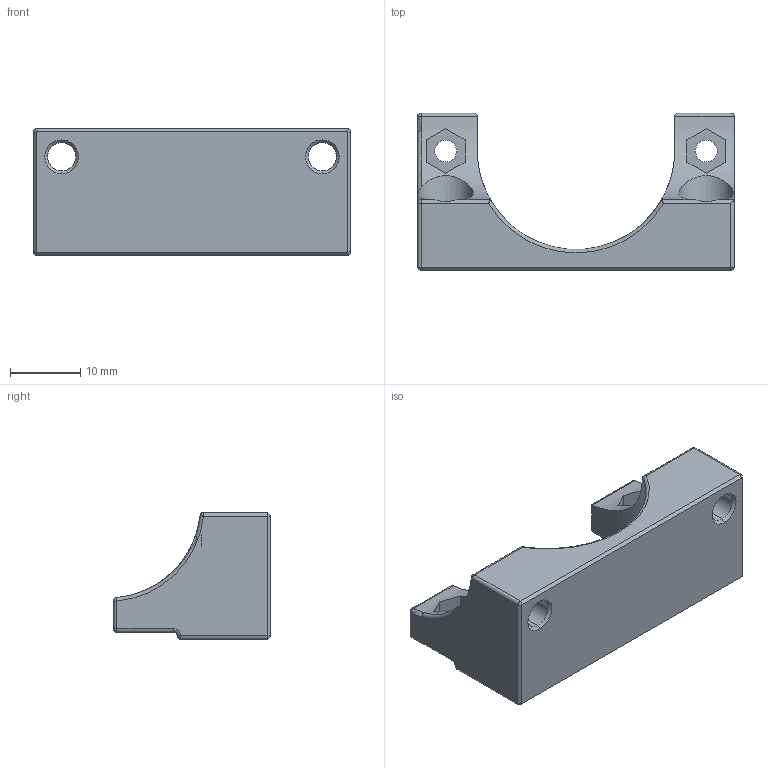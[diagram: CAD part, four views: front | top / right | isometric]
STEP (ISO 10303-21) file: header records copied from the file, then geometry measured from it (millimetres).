
FILE_DESCRIPTION (( 'STEP AP214' ), '1' );
FILE_NAME ('Small Stepper Motor Mount.STEP', '2021-04-19T14:57:07', ( '' ), ( '' ), 'SwSTEP 2.0', 'SolidWorks 2019', '' );
FILE_SCHEMA (( 'AUTOMOTIVE_DESIGN' ));
Length unit declared in the file: millimetre
Products named in the file (1): Small Stepper Motor Mount
Bounding box: 45 x 22.36 x 18 mm (x, y, z)
Volume: 7060.5 mm3; surface area: 3781.9 mm2
Topology: 1 solids, 1 shells, 94 faces, 231 edges, 132 vertices
Faces by surface type: cylinder 36, plane 31, sphere 10, cone 8, torus 7, bspline 2
Entity records: 2956 total; most frequent: CARTESIAN_POINT 773, DIRECTION 462, ORIENTED_EDGE 444, EDGE_CURVE 222, AXIS2_PLACEMENT_3D 181, VERTEX_POINT 132, EDGE_LOOP 104, VECTOR 100
